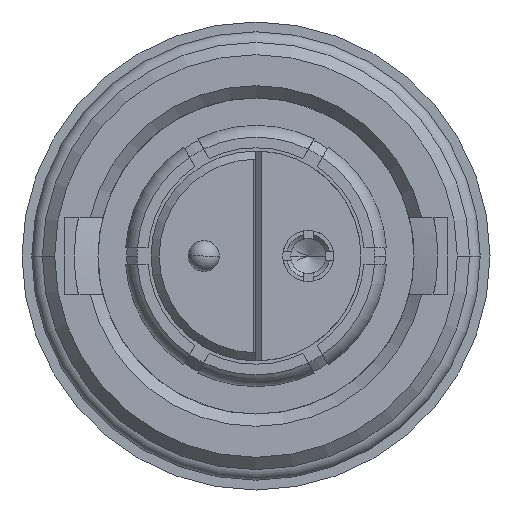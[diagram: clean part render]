
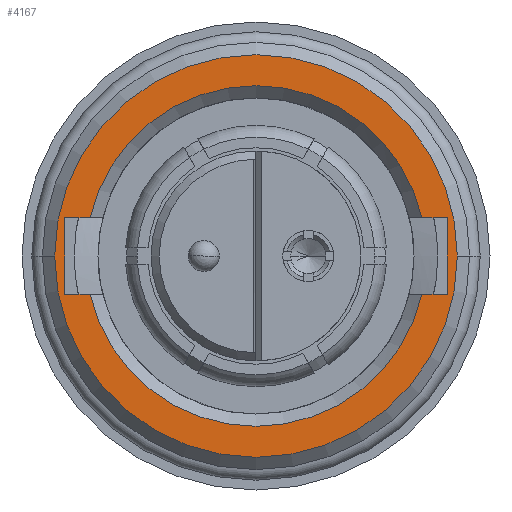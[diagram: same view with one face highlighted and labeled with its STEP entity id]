
A CAD part, left-side view. The second image highlights one B-rep face of the part: STEP entity #4167.
In plain terms, the highlighted planar face has unit normal (-1, 0, 0).
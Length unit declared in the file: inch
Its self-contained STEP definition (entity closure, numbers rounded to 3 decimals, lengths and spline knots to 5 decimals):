
#794=CARTESIAN_POINT('',(-0.033,0.,0.));
#795=DIRECTION('',(-1.,0.,0.));
#796=DIRECTION('',(0.,-1.,0.));
#797=AXIS2_PLACEMENT_3D('',#794,#795,#796);
#804=DIRECTION('',(0.,-1.,0.));
#805=VECTOR('',#804,0.03087);
#806=CARTESIAN_POINT('',(-0.033,-0.20313,-0.047));
#807=LINE('',#806,#805);
#808=DIRECTION('',(0.,0.,1.));
#809=VECTOR('',#808,0.094);
#810=CARTESIAN_POINT('',(-0.033,-0.234,-0.047));
#811=LINE('',#810,#809);
#812=DIRECTION('',(0.,1.,0.));
#813=VECTOR('',#812,0.03087);
#814=CARTESIAN_POINT('',(-0.033,-0.234,0.047));
#815=LINE('',#814,#813);
#816=DIRECTION('',(0.,1.,0.));
#817=VECTOR('',#816,0.03087);
#818=CARTESIAN_POINT('',(-0.033,0.20313,0.047));
#819=LINE('',#818,#817);
#820=DIRECTION('',(0.,0.,-1.));
#821=VECTOR('',#820,0.094);
#822=CARTESIAN_POINT('',(-0.033,0.234,0.047));
#823=LINE('',#822,#821);
#824=DIRECTION('',(0.,-1.,0.));
#825=VECTOR('',#824,0.03087);
#826=CARTESIAN_POINT('',(-0.033,0.234,-0.047));
#827=LINE('',#826,#825);
#828=CARTESIAN_POINT('',(-0.033,0.,0.));
#829=DIRECTION('',(-1.,0.,0.));
#830=DIRECTION('',(0.,1.,0.));
#831=AXIS2_PLACEMENT_3D('',#828,#829,#830);
#855=CARTESIAN_POINT('',(-0.033,0.,0.));
#856=DIRECTION('',(1.,0.,0.));
#857=DIRECTION('',(0.,0.974,0.225));
#858=AXIS2_PLACEMENT_3D('',#855,#856,#857);
#998=CARTESIAN_POINT('',(-0.033,0.,0.));
#999=DIRECTION('',(1.,0.,0.));
#1000=DIRECTION('',(0.,-0.974,-0.225));
#1001=AXIS2_PLACEMENT_3D('',#998,#999,#1000);
#3194=CARTESIAN_POINT('',(-0.033,0.20313,0.047));
#3195=CARTESIAN_POINT('',(-0.033,0.234,0.047));
#3196=VERTEX_POINT('',#3194);
#3197=VERTEX_POINT('',#3195);
#3198=CARTESIAN_POINT('',(-0.033,0.234,-0.047));
#3199=VERTEX_POINT('',#3198);
#3200=CARTESIAN_POINT('',(-0.033,0.20313,-0.047));
#3201=VERTEX_POINT('',#3200);
#3208=CARTESIAN_POINT('',(-0.033,-0.20313,-0.047));
#3209=CARTESIAN_POINT('',(-0.033,-0.234,-0.047));
#3210=VERTEX_POINT('',#3208);
#3211=VERTEX_POINT('',#3209);
#3212=CARTESIAN_POINT('',(-0.033,-0.234,0.047));
#3213=VERTEX_POINT('',#3212);
#3214=CARTESIAN_POINT('',(-0.033,-0.20313,0.047));
#3215=VERTEX_POINT('',#3214);
#3260=CARTESIAN_POINT('',(-0.033,-0.2465,0.));
#3261=CARTESIAN_POINT('',(-0.033,0.2465,0.));
#3262=VERTEX_POINT('',#3260);
#3263=VERTEX_POINT('',#3261);
#4141=CARTESIAN_POINT('',(-0.033,0.,0.));
#4142=DIRECTION('',(1.,0.,0.));
#4143=DIRECTION('',(0.,0.,1.));
#4144=AXIS2_PLACEMENT_3D('',#4141,#4142,#4143);
#4145=PLANE('',#4144);
#4147=ORIENTED_EDGE('',*,*,#4146,.F.);
#4148=ORIENTED_EDGE('',*,*,#4131,.F.);
#4149=EDGE_LOOP('',(#4147,#4148));
#4150=FACE_OUTER_BOUND('',#4149,.F.);
#4151=ORIENTED_EDGE('',*,*,#3911,.T.);
#4153=ORIENTED_EDGE('',*,*,#4152,.T.);
#4154=ORIENTED_EDGE('',*,*,#4050,.T.);
#4156=ORIENTED_EDGE('',*,*,#4155,.F.);
#4158=ORIENTED_EDGE('',*,*,#4157,.T.);
#4160=ORIENTED_EDGE('',*,*,#4159,.T.);
#4162=ORIENTED_EDGE('',*,*,#4161,.T.);
#4164=ORIENTED_EDGE('',*,*,#4163,.F.);
#4165=EDGE_LOOP('',(#4151,#4153,#4154,#4156,#4158,#4160,#4162,#4164));
#4166=FACE_BOUND('',#4165,.F.);
#4167=ADVANCED_FACE('',(#4150,#4166),#4145,.F.);
#798=CIRCLE('',#797,0.2465);
#832=CIRCLE('',#831,0.2465);
#859=CIRCLE('',#858,0.2085);
#1002=CIRCLE('',#1001,0.2085);
#3911=EDGE_CURVE('',#3210,#3211,#807,.T.);
#4050=EDGE_CURVE('',#3213,#3215,#815,.T.);
#4131=EDGE_CURVE('',#3262,#3263,#798,.T.);
#4146=EDGE_CURVE('',#3263,#3262,#832,.T.);
#4152=EDGE_CURVE('',#3211,#3213,#811,.T.);
#4155=EDGE_CURVE('',#3196,#3215,#859,.T.);
#4157=EDGE_CURVE('',#3196,#3197,#819,.T.);
#4159=EDGE_CURVE('',#3197,#3199,#823,.T.);
#4161=EDGE_CURVE('',#3199,#3201,#827,.T.);
#4163=EDGE_CURVE('',#3210,#3201,#1002,.T.);
